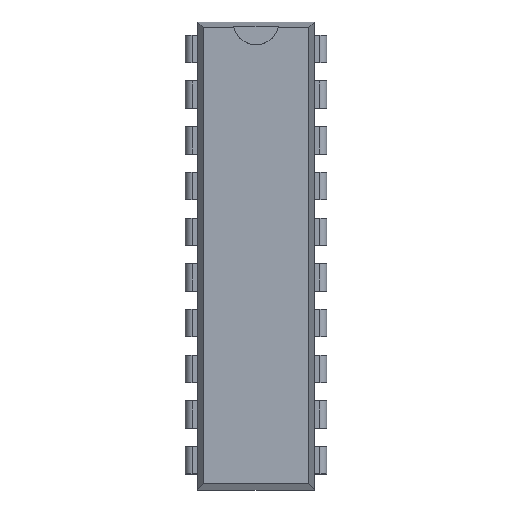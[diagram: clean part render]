
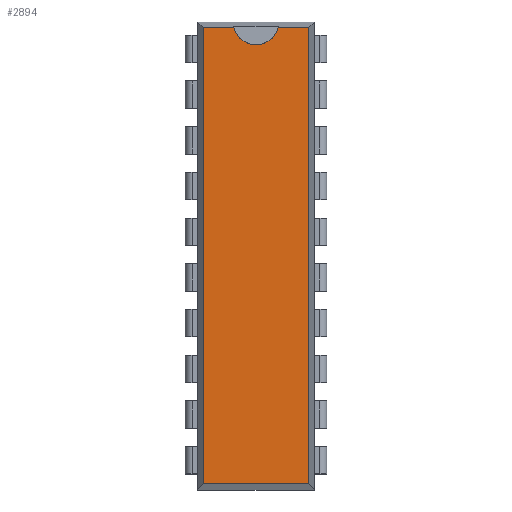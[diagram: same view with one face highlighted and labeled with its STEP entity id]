
A CAD part, top view. The second image highlights one B-rep face of the part: STEP entity #2894.
In plain terms, the highlighted planar face has unit normal (0, 0, 1).
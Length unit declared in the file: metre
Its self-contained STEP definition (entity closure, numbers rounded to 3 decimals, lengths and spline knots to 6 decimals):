
#2142 = EDGE_CURVE( '', #5199, #4617, #5358, .T. );
#2428 = EDGE_CURVE( '', #5784, #5785, #5786, .T. );
#2654 = EDGE_CURVE( '', #5199, #5784, #6075, .T. );
#2894 = ADVANCED_FACE( '', ( #6381 ), #6382, .T. );
#3046 = EDGE_CURVE( '', #4617, #6278, #6589, .T. );
#3748 = EDGE_CURVE( '', #5785, #6781, #7416, .T. );
#3828 = EDGE_CURVE( '', #6278, #6781, #7507, .T. );
#4617 = VERTEX_POINT( '', #8532 );
#5199 = VERTEX_POINT( '', #9351 );
#5358 = LINE( '', #9580, #9581 );
#5784 = VERTEX_POINT( '', #10210 );
#5785 = VERTEX_POINT( '', #10211 );
#5786 = LINE( '', #10212, #10213 );
#6075 = LINE( '', #10658, #10659 );
#6278 = VERTEX_POINT( '', #10968 );
#6381 = FACE_OUTER_BOUND( '', #11125, .T. );
#6382 = PLANE( '', #11126 );
#6589 = CIRCLE( '', #11420, 0.00125 );
#6781 = VERTEX_POINT( '', #11720 );
#7416 = LINE( '', #12724, #12725 );
#7507 = LINE( '', #12868, #12869 );
#8532 = CARTESIAN_POINT( '', ( 0.001207, 0.012974, 0.004 ) );
#9351 = CARTESIAN_POINT( '', ( 0.002874, 0.012974, 0.004 ) );
#9580 = CARTESIAN_POINT( '', ( -0.0032, 0.012974, 0.004 ) );
#9581 = VECTOR( '', #14600, 1. );
#10210 = CARTESIAN_POINT( '', ( 0.002874, -0.011974, 0.004 ) );
#10211 = CARTESIAN_POINT( '', ( -0.002874, -0.011974, 0.004 ) );
#10212 = CARTESIAN_POINT( '', ( -0.0032, -0.011974, 0.004 ) );
#10213 = VECTOR( '', #15083, 1. );
#10658 = CARTESIAN_POINT( '', ( 0.002874, 0.0133, 0.004 ) );
#10659 = VECTOR( '', #15444, 1. );
#10968 = CARTESIAN_POINT( '', ( -0.001207, 0.012974, 0.004 ) );
#11125 = EDGE_LOOP( '', ( #15856, #15857, #15858, #15859, #15860, #15861 ) );
#11126 = AXIS2_PLACEMENT_3D( '', #15862, #15863, #15864 );
#11420 = AXIS2_PLACEMENT_3D( '', #16226, #16227, #16228 );
#11720 = CARTESIAN_POINT( '', ( -0.002874, 0.012974, 0.004 ) );
#12724 = CARTESIAN_POINT( '', ( -0.002874, 0.0133, 0.004 ) );
#12725 = VECTOR( '', #17378, 1. );
#12868 = CARTESIAN_POINT( '', ( -0.0032, 0.012974, 0.004 ) );
#12869 = VECTOR( '', #17517, 1. );
#14600 = DIRECTION( '', ( -1., 0., 0. ) );
#15083 = DIRECTION( '', ( -1., 0., 0. ) );
#15444 = DIRECTION( '', ( 0., -1., 0. ) );
#15856 = ORIENTED_EDGE( '', *, *, #2428, .F. );
#15857 = ORIENTED_EDGE( '', *, *, #2654, .F. );
#15858 = ORIENTED_EDGE( '', *, *, #2142, .T. );
#15859 = ORIENTED_EDGE( '', *, *, #3046, .T. );
#15860 = ORIENTED_EDGE( '', *, *, #3828, .T. );
#15861 = ORIENTED_EDGE( '', *, *, #3748, .F. );
#15862 = CARTESIAN_POINT( '', ( -0.0032, 0.0133, 0.004 ) );
#15863 = DIRECTION( '', ( 0., 0., 1. ) );
#15864 = DIRECTION( '', ( 1., 0., 0. ) );
#16226 = CARTESIAN_POINT( '', ( 0., 0.0133, 0.004 ) );
#16227 = DIRECTION( '', ( 0., 0., -1. ) );
#16228 = DIRECTION( '', ( -1., 0., 0. ) );
#17378 = DIRECTION( '', ( 0., 1., 0. ) );
#17517 = DIRECTION( '', ( -1., 0., 0. ) );
